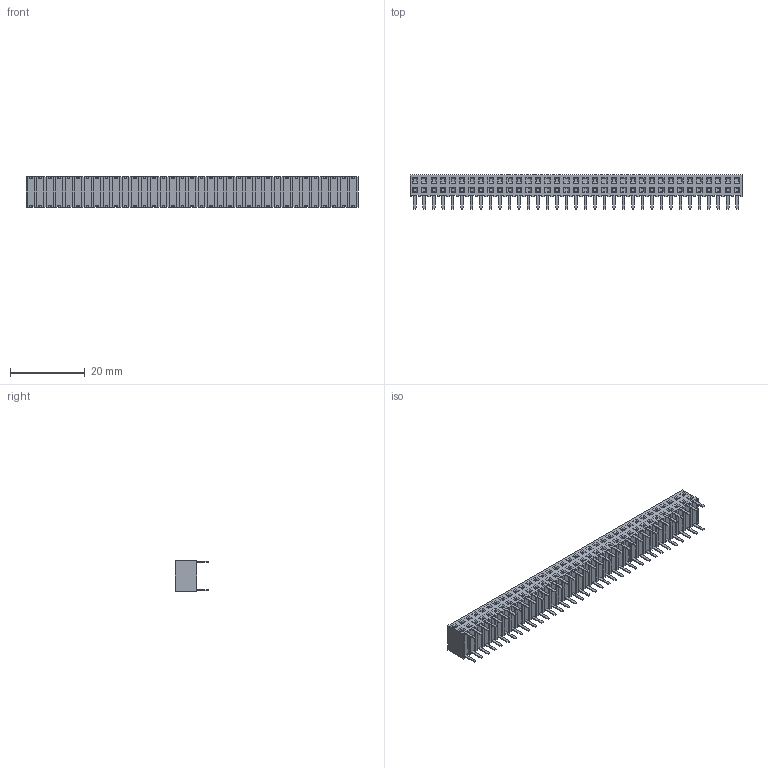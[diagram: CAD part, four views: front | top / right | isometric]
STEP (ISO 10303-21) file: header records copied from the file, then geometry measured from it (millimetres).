
FILE_DESCRIPTION(/* description */ (''),/* implementation_level */ '2;1');
FILE_NAME(/* name */ '960270-7102-XX',/* time_stamp */ '2007-06-18T08:13:35+02:00',/* author */ (''),/* organization */ (''),/* preprocessor_version */ 'ST-DEVELOPER v9',/* originating_system */ 'UGS - NX 4.0',/* authorisation */ '');
FILE_SCHEMA (('AUTOMOTIVE_DESIGN { 1 0 10303 214 1 1 1 1 }'));
Length unit declared in the file: millimetre
Products named in the file (1): 960270-7102-XX
Bounding box: 88.9 x 9.1 x 8.1 mm (x, y, z)
Volume: 3801 mm3; surface area: 4141.1 mm2
Topology: 1 solids, 1 shells, 1266 faces, 3092 edges, 1968 vertices
Faces by surface type: plane 1266
Entity records: 36020 total; most frequent: CARTESIAN_POINT 6327, ORIENTED_EDGE 6184, DIRECTION 5626, EDGE_CURVE 3092, LINE 3092, VECTOR 3092, VERTEX_POINT 1968, EDGE_LOOP 1406
